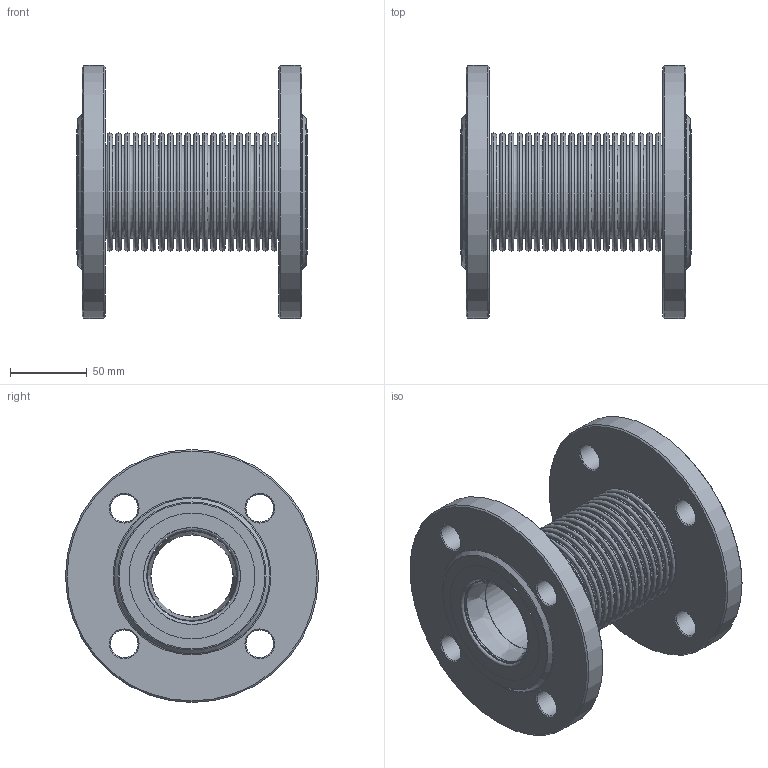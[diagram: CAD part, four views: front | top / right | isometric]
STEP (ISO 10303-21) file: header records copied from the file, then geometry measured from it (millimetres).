
FILE_DESCRIPTION(('HOOPS Exchange Step'),'2;1');
FILE_NAME('KP03_DN50_PN16.stp','2025-10-31T16:22:23+01:00',('nieru'),('Unknown organisation'),'HOOPS Exchange 2024.2','HOOPS Exchange','Unknown authorisation');
FILE_SCHEMA( ('AP203_CONFIGURATION_CONTROLLED_3D_DESIGN_OF_MECHANICAL_PARTS_AND_ASSEMBLIES_MIM_LF') );
Length unit declared in the file: millimetre
Products named in the file (2): 0; root
Assembly tree (1 placements, depth 2):
  root
    0
Bounding box: 150 x 165 x 165 mm (x, y, z)
Volume: 591296.2 mm3; surface area: 367242.3 mm2
Topology: 5 solids, 5 shells, 306 faces, 782 edges, 490 vertices
Faces by surface type: torus 146, cone 104, cylinder 32, plane 14, bspline 10
Full cylindrical faces by diameter (mm): 18 x8, 53.5 x1, 54.3 x1, 54.9 x1, 55.7 x1, 58.1 x2, 58.9 x2, 59.5 x4, 60.3 x8, 82 x2, 165 x2
Entity records: 11685 total; most frequent: CARTESIAN_POINT 3661, DIRECTION 1994, ORIENTED_EDGE 1564, AXIS2_PLACEMENT_3D 929, EDGE_CURVE 782, CIRCLE 630, VERTEX_POINT 490, EDGE_LOOP 336
